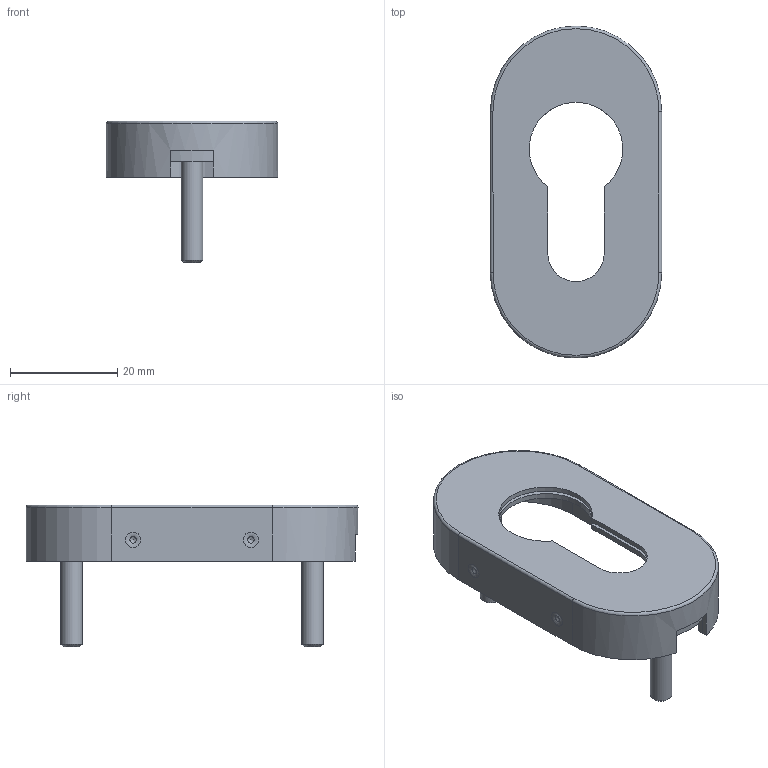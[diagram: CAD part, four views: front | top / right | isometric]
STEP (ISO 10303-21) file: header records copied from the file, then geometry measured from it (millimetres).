
FILE_DESCRIPTION (( 'STEP AP203' ), '1' );
FILE_NAME ('207-VA.STEP', '2023-01-09T14:42:03', ( '' ), ( '' ), 'SwSTEP 2.0', 'SolidWorks 2018', '' );
FILE_SCHEMA (( 'CONFIG_CONTROL_DESIGN' ));
Length unit declared in the file: millimetre
Products named in the file (4): 207-VA Teil2_207-VA Teil2; 207-VA; DIN 965_DIN 965 M4x25; 207-VA Teil1_207-VA Teil1
Assembly tree (4 placements, depth 2):
  207-VA
    207-VA Teil2_207-VA Teil2
    207-VA Teil1_207-VA Teil1
    DIN 965_DIN 965 M4x25  x2
Bounding box: 32 x 62 x 26.5 mm (x, y, z)
Volume: 5511.8 mm3; surface area: 11617.6 mm2
Topology: 4 solids, 4 shells, 278 faces, 721 edges, 474 vertices
Faces by surface type: plane 163, bspline 63, cylinder 26, cone 14, torus 12
Full cylindrical faces by diameter (mm): 3.6 x2, 4 x2, 6.2 x2, 7.2 x2, 7.713 x2
Entity records: 11393 total; most frequent: CARTESIAN_POINT 5172, ORIENTED_EDGE 1264, DIRECTION 983, EDGE_CURVE 632, LINE 431, VECTOR 431, VERTEX_POINT 429, EDGE_LOOP 313
